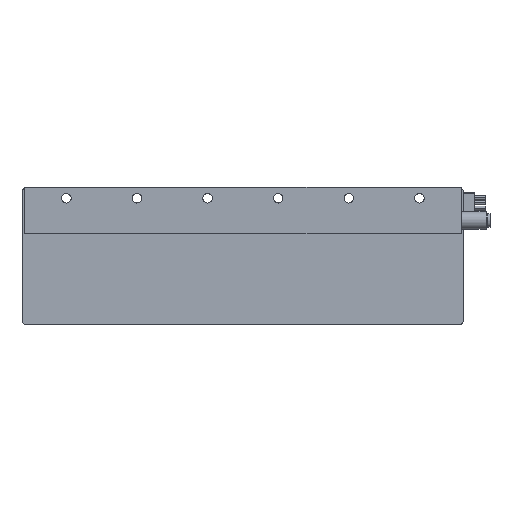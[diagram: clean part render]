
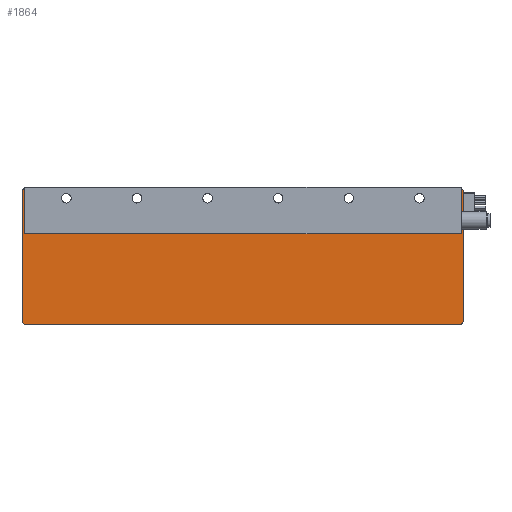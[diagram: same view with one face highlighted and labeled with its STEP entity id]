
A CAD part, top view. The second image highlights one B-rep face of the part: STEP entity #1864.
In plain terms, the highlighted planar face has unit normal (0, 0, 1).
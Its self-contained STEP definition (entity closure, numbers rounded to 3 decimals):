
#189=DIRECTION('',(0.,1.,0.));
#190=VECTOR('',#189,20.644);
#191=CARTESIAN_POINT('',(99.,10.1,3.25));
#192=LINE('',#191,#190);
#193=CARTESIAN_POINT('',(97.8,28.9,3.25));
#194=DIRECTION('',(0.,0.,-1.));
#195=DIRECTION('',(0.545,0.838,0.));
#196=AXIS2_PLACEMENT_3D('',#193,#194,#195);
#198=DIRECTION('',(0.,-1.,0.));
#199=VECTOR('',#198,57.9);
#200=CARTESIAN_POINT('',(100.,28.9,3.25));
#201=LINE('',#200,#199);
#202=CARTESIAN_POINT('',(97.8,-29.,3.25));
#203=DIRECTION('',(0.,0.,-1.));
#204=DIRECTION('',(1.,0.,0.));
#205=AXIS2_PLACEMENT_3D('',#202,#203,#204);
#207=DIRECTION('',(-1.,0.,0.));
#208=VECTOR('',#207,195.6);
#209=CARTESIAN_POINT('',(97.8,-31.2,3.25));
#210=LINE('',#209,#208);
#211=CARTESIAN_POINT('',(-97.8,-29.,3.25));
#212=DIRECTION('',(0.,0.,-1.));
#213=DIRECTION('',(0.,-1.,0.));
#214=AXIS2_PLACEMENT_3D('',#211,#212,#213);
#216=DIRECTION('',(0.,1.,0.));
#217=VECTOR('',#216,57.9);
#218=CARTESIAN_POINT('',(-100.,-29.,3.25));
#219=LINE('',#218,#217);
#220=CARTESIAN_POINT('',(-97.8,28.9,3.25));
#221=DIRECTION('',(0.,0.,-1.));
#222=DIRECTION('',(-1.,0.,0.));
#223=AXIS2_PLACEMENT_3D('',#220,#221,#222);
#225=DIRECTION('',(1.,0.,0.));
#226=VECTOR('',#225,198.);
#227=CARTESIAN_POINT('',(-99.,10.1,3.25));
#228=LINE('',#227,#226);
#398=DIRECTION('',(0.,1.,0.));
#399=VECTOR('',#398,20.644);
#400=CARTESIAN_POINT('',(-99.,10.1,3.25));
#401=LINE('',#400,#399);
#1348=CARTESIAN_POINT('',(99.,30.744,3.25));
#1350=VERTEX_POINT('',#1348);
#1351=CARTESIAN_POINT('',(100.,28.9,3.25));
#1352=VERTEX_POINT('',#1351);
#1359=CARTESIAN_POINT('',(-99.,30.744,3.25));
#1360=VERTEX_POINT('',#1359);
#1361=CARTESIAN_POINT('',(99.,10.1,3.25));
#1363=VERTEX_POINT('',#1361);
#1371=CARTESIAN_POINT('',(-99.,10.1,3.25));
#1372=VERTEX_POINT('',#1371);
#1375=CARTESIAN_POINT('',(100.,-29.,3.25));
#1376=VERTEX_POINT('',#1375);
#1377=CARTESIAN_POINT('',(97.8,-31.2,3.25));
#1378=VERTEX_POINT('',#1377);
#1379=CARTESIAN_POINT('',(-97.8,-31.2,3.25));
#1380=VERTEX_POINT('',#1379);
#1381=CARTESIAN_POINT('',(-100.,-29.,3.25));
#1382=VERTEX_POINT('',#1381);
#1383=CARTESIAN_POINT('',(-100.,28.9,3.25));
#1384=VERTEX_POINT('',#1383);
#1840=CARTESIAN_POINT('',(0.,-0.05,3.25));
#1841=DIRECTION('',(0.,0.,1.));
#1842=DIRECTION('',(1.,0.,0.));
#1843=AXIS2_PLACEMENT_3D('',#1840,#1841,#1842);
#1844=PLANE('',#1843);
#1845=ORIENTED_EDGE('',*,*,#1814,.T.);
#1846=ORIENTED_EDGE('',*,*,#1784,.T.);
#1848=ORIENTED_EDGE('',*,*,#1847,.T.);
#1850=ORIENTED_EDGE('',*,*,#1849,.T.);
#1852=ORIENTED_EDGE('',*,*,#1851,.T.);
#1854=ORIENTED_EDGE('',*,*,#1853,.T.);
#1856=ORIENTED_EDGE('',*,*,#1855,.T.);
#1858=ORIENTED_EDGE('',*,*,#1857,.T.);
#1860=ORIENTED_EDGE('',*,*,#1859,.F.);
#1861=ORIENTED_EDGE('',*,*,#1830,.T.);
#1862=EDGE_LOOP('',(#1845,#1846,#1848,#1850,#1852,#1854,#1856,#1858,#1860,
#1861));
#1863=FACE_OUTER_BOUND('',#1862,.F.);
#197=CIRCLE('',#196,2.2);
#206=CIRCLE('',#205,2.2);
#215=CIRCLE('',#214,2.2);
#224=CIRCLE('',#223,2.2);
#1784=EDGE_CURVE('',#1350,#1352,#197,.T.);
#1814=EDGE_CURVE('',#1363,#1350,#192,.T.);
#1830=EDGE_CURVE('',#1372,#1363,#228,.T.);
#1847=EDGE_CURVE('',#1352,#1376,#201,.T.);
#1849=EDGE_CURVE('',#1376,#1378,#206,.T.);
#1851=EDGE_CURVE('',#1378,#1380,#210,.T.);
#1853=EDGE_CURVE('',#1380,#1382,#215,.T.);
#1855=EDGE_CURVE('',#1382,#1384,#219,.T.);
#1857=EDGE_CURVE('',#1384,#1360,#224,.T.);
#1859=EDGE_CURVE('',#1372,#1360,#401,.T.);
#1864=ADVANCED_FACE('',(#1863),#1844,.T.);
